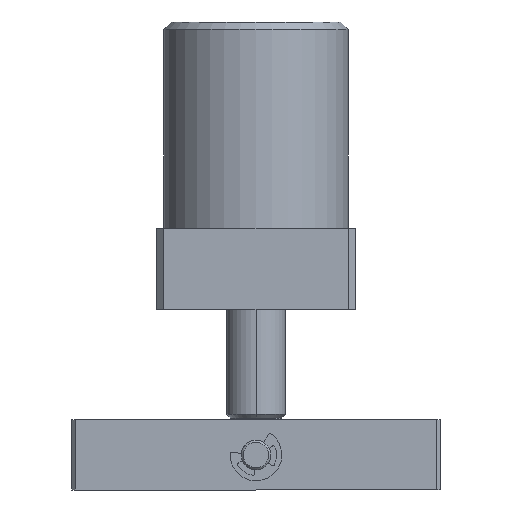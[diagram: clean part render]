
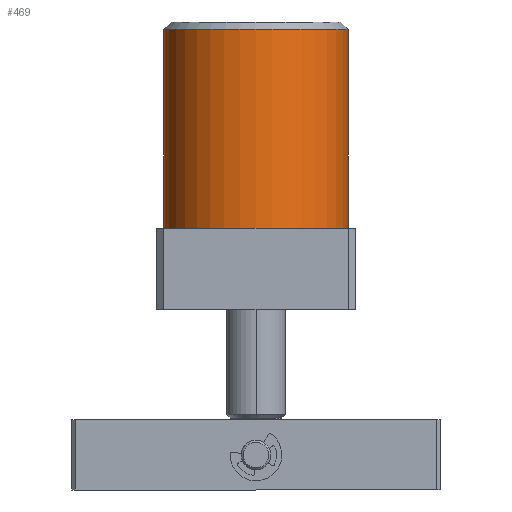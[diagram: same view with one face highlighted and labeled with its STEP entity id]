
A CAD part, front view. The second image highlights one B-rep face of the part: STEP entity #469.
In plain terms, the highlighted cylindrical face has radius 25 mm (diameter 50 mm), a partial arc.
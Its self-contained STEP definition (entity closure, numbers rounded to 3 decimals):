
#292 = ORIENTED_EDGE ( 'NONE', *, *, #7016, .F. ) ;
#469 = ADVANCED_FACE ( 'NONE', ( #1256 ), #1261, .T. ) ;
#1256 = FACE_OUTER_BOUND ( 'NONE', #2568, .T. ) ;
#1261 = CYLINDRICAL_SURFACE ( 'NONE', #4561, 25. ) ;
#1376 = VERTEX_POINT ( 'NONE', #3798 ) ;
#1380 = VERTEX_POINT ( 'NONE', #3800 ) ;
#1812 = CARTESIAN_POINT ( 'NONE',  ( -25., 0., 76. ) ) ;
#1813 = CARTESIAN_POINT ( 'NONE',  ( 25., 0., 76. ) ) ;
#2357 = CARTESIAN_POINT ( 'NONE',  ( 0., 0., 76. ) ) ;
#2358 = DIRECTION ( 'NONE',  ( 0., 0., -1. ) ) ;
#2359 = DIRECTION ( 'NONE',  ( 1., 0., 0. ) ) ;
#2447 = CARTESIAN_POINT ( 'NONE',  ( 0., 0., 22. ) ) ;
#2448 = DIRECTION ( 'NONE',  ( 0., 0., 1. ) ) ;
#2449 = DIRECTION ( 'NONE',  ( -1., 0., 0. ) ) ;
#2568 = EDGE_LOOP ( 'NONE', ( #292, #3774, #3776, #3773 ) ) ;
#2686 = VERTEX_POINT ( 'NONE', #1812 ) ;
#2687 = VERTEX_POINT ( 'NONE', #1813 ) ;
#2810 = LINE ( 'NONE', #4778, #2811 ) ;
#2811 = VECTOR ( 'NONE', #4779, 1000. ) ;
#2812 = LINE ( 'NONE', #4768, #2814 ) ;
#2814 = VECTOR ( 'NONE', #4767, 1000. ) ;
#3473 = CIRCLE ( 'NONE', #4658, 25. ) ;
#3521 = CIRCLE ( 'NONE', #4677, 25. ) ;
#3773 = ORIENTED_EDGE ( 'NONE', *, *, #5330, .T. ) ;
#3774 = ORIENTED_EDGE ( 'NONE', *, *, #5296, .T. ) ;
#3776 = ORIENTED_EDGE ( 'NONE', *, *, #7014, .T. ) ;
#3798 = CARTESIAN_POINT ( 'NONE',  ( 25., 0., 22. ) ) ;
#3800 = CARTESIAN_POINT ( 'NONE',  ( -25., 0., 22. ) ) ;
#4561 = AXIS2_PLACEMENT_3D ( 'NONE', #5229, #5228, #5221 ) ;
#4658 = AXIS2_PLACEMENT_3D ( 'NONE', #2357, #2358, #2359 ) ;
#4677 = AXIS2_PLACEMENT_3D ( 'NONE', #2447, #2448, #2449 ) ;
#4767 = DIRECTION ( 'NONE',  ( 0., 0., -1. ) ) ;
#4768 = CARTESIAN_POINT ( 'NONE',  ( 25., 0., 78. ) ) ;
#4778 = CARTESIAN_POINT ( 'NONE',  ( -25., 0., 78. ) ) ;
#4779 = DIRECTION ( 'NONE',  ( 0., 0., -1. ) ) ;
#5221 = DIRECTION ( 'NONE',  ( -1., 0., 0. ) ) ;
#5228 = DIRECTION ( 'NONE',  ( 0., 0., -1. ) ) ;
#5229 = CARTESIAN_POINT ( 'NONE',  ( 0., 0., 78. ) ) ;
#5296 = EDGE_CURVE ( 'NONE', #2687, #2686, #3473, .T. ) ;
#5330 = EDGE_CURVE ( 'NONE', #1380, #1376, #3521, .T. ) ;
#7014 = EDGE_CURVE ( 'NONE', #2686, #1380, #2810, .T. ) ;
#7016 = EDGE_CURVE ( 'NONE', #2687, #1376, #2812, .T. ) ;
